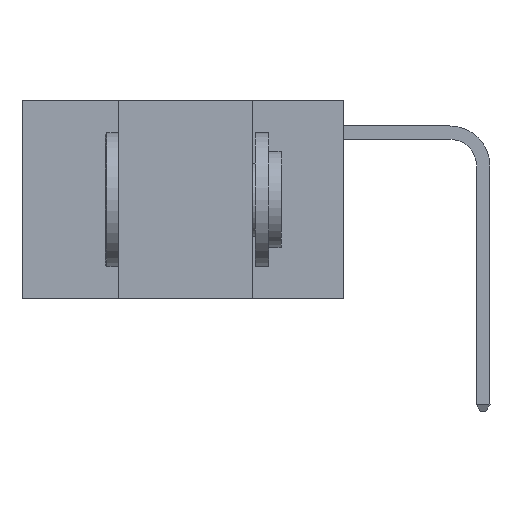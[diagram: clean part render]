
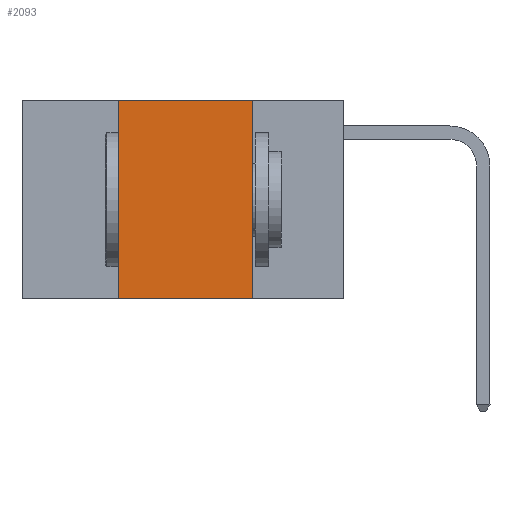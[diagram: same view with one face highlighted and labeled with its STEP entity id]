
A CAD part, left-side view. The second image highlights one B-rep face of the part: STEP entity #2093.
In plain terms, the highlighted planar face has unit normal (-1, 0, 0).
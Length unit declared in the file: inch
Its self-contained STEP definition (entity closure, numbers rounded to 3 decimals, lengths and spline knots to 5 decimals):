
#1749 = ORIENTED_EDGE ( 'NONE', *, *, #2024, .T. ) ;
#1776 = DIRECTION ( 'NONE',  ( 1., 0., 0. ) ) ;
#2024 = EDGE_CURVE ( 'NONE', #8792, #6502, #11650, .T. ) ;
#2068 = VERTEX_POINT ( 'NONE', #9114 ) ;
#2093 = ADVANCED_FACE ( 'NONE', ( #10648 ), #4227, .F. ) ;
#2443 = EDGE_CURVE ( 'NONE', #13903, #2068, #6651, .T. ) ;
#2802 = CARTESIAN_POINT ( 'NONE',  ( 0., 0.42, 0. ) ) ;
#3411 = EDGE_CURVE ( 'NONE', #8792, #13903, #4485, .T. ) ;
#3826 = CARTESIAN_POINT ( 'NONE',  ( 0., 0.42, -0.37 ) ) ;
#4227 = PLANE ( 'NONE',  #15601 ) ;
#4291 = CARTESIAN_POINT ( 'NONE',  ( 0., 0.6, 0. ) ) ;
#4485 = LINE ( 'NONE', #10746, #11052 ) ;
#4531 = ORIENTED_EDGE ( 'NONE', *, *, #2443, .F. ) ;
#6274 = EDGE_LOOP ( 'NONE', ( #14538, #4531, #14052, #1749 ) ) ;
#6502 = VERTEX_POINT ( 'NONE', #9560 ) ;
#6651 = LINE ( 'NONE', #4291, #13513 ) ;
#6819 = DIRECTION ( 'NONE',  ( 0., -1., 0. ) ) ;
#6833 = VECTOR ( 'NONE', #13825, 39.37008 ) ;
#8792 = VERTEX_POINT ( 'NONE', #3826 ) ;
#9114 = CARTESIAN_POINT ( 'NONE',  ( 0., 0.17, 0. ) ) ;
#9194 = CARTESIAN_POINT ( 'NONE',  ( 0., 0.6, 0. ) ) ;
#9509 = DIRECTION ( 'NONE',  ( 0., 0., -1. ) ) ;
#9560 = CARTESIAN_POINT ( 'NONE',  ( 0., 0.17, -0.37 ) ) ;
#10648 = FACE_OUTER_BOUND ( 'NONE', #6274, .T. ) ;
#10746 = CARTESIAN_POINT ( 'NONE',  ( 0., 0.42, 0. ) ) ;
#11052 = VECTOR ( 'NONE', #15798, 39.37008 ) ;
#11650 = LINE ( 'NONE', #14313, #12954 ) ;
#11925 = EDGE_CURVE ( 'NONE', #2068, #6502, #13747, .T. ) ;
#12954 = VECTOR ( 'NONE', #6819, 39.37008 ) ;
#13513 = VECTOR ( 'NONE', #14209, 39.37008 ) ;
#13747 = LINE ( 'NONE', #14896, #6833 ) ;
#13825 = DIRECTION ( 'NONE',  ( 0., 0., -1. ) ) ;
#13903 = VERTEX_POINT ( 'NONE', #2802 ) ;
#14052 = ORIENTED_EDGE ( 'NONE', *, *, #3411, .F. ) ;
#14209 = DIRECTION ( 'NONE',  ( 0., -1., 0. ) ) ;
#14313 = CARTESIAN_POINT ( 'NONE',  ( 0., 0.6, -0.37 ) ) ;
#14538 = ORIENTED_EDGE ( 'NONE', *, *, #11925, .F. ) ;
#14896 = CARTESIAN_POINT ( 'NONE',  ( 0., 0.17, 0. ) ) ;
#15601 = AXIS2_PLACEMENT_3D ( 'NONE', #9194, #1776, #9509 ) ;
#15798 = DIRECTION ( 'NONE',  ( 0., 0., 1. ) ) ;
